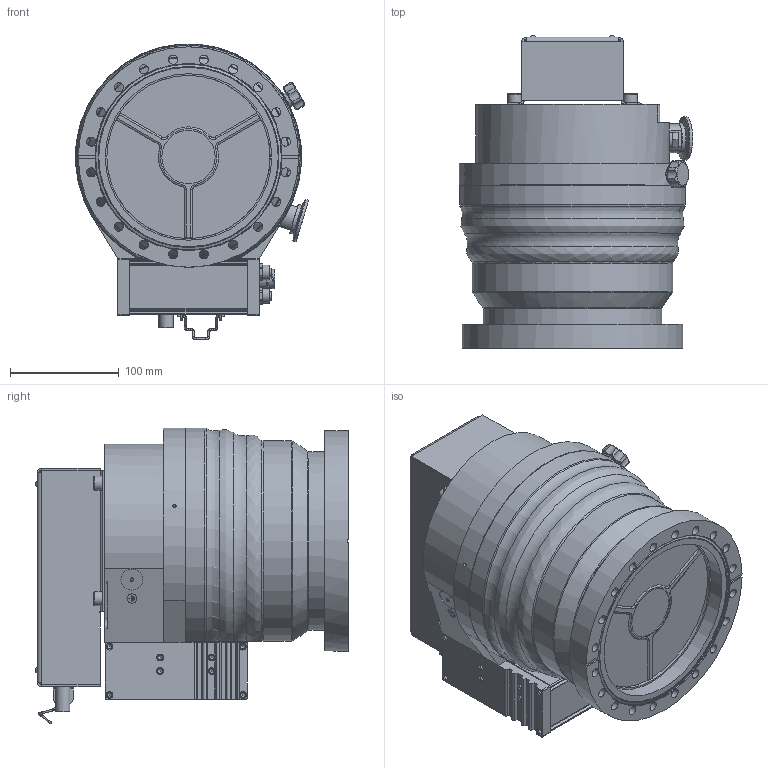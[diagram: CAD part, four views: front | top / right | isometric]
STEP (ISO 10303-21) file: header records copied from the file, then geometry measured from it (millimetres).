
FILE_DESCRIPTION((''),'2;1');
FILE_NAME('PM902203.stp','2008-09-26T10:19:10',('marxmankel'),(''),'Autodesk Inventor 11','Autodesk Inventor 11','');
FILE_SCHEMA(('AUTOMOTIVE_DESIGN { 1 0 10303 214 1 1 1 1 }'));
Length unit declared in the file: millimetre
Products named in the file (1): PM902203
Bounding box: 214.23 x 287.5 x 271.58 mm (x, y, z)
Volume: 7779714 mm3; surface area: 512491.1 mm2
Topology: 55 solids, 55 shells, 1449 faces, 3576 edges, 2326 vertices
Faces by surface type: plane 709, cylinder 405, bspline 177, cone 77, torus 70, sphere 11
Full cylindrical faces by diameter (mm): 0.5 x1, 1 x5, 1.5 x1, 1.8 x11, 2 x1, 3 x6, 3.242 x6, 4.2 x6, 5.5 x6, 6 x10, 6.4 x10, 6.6 x10, 6.647 x6, 7.8 x4, 8 x4, 8.1 x1, 8.5 x4, 9 x1, 10 x12, 11 x10, 11.2 x10, 11.45 x1, 11.5 x5, 13 x4, 13.3 x1, 13.5 x4, 13.8 x2, 16 x2, 18 x1, 19.1 x1
Entity records: 44783 total; most frequent: CARTESIAN_POINT 13398, DIRECTION 6385, ORIENTED_EDGE 5978, EDGE_CURVE 2989, AXIS2_PLACEMENT_3D 2404, VERTEX_POINT 2139, EDGE_LOOP 2055, VECTOR 1577
